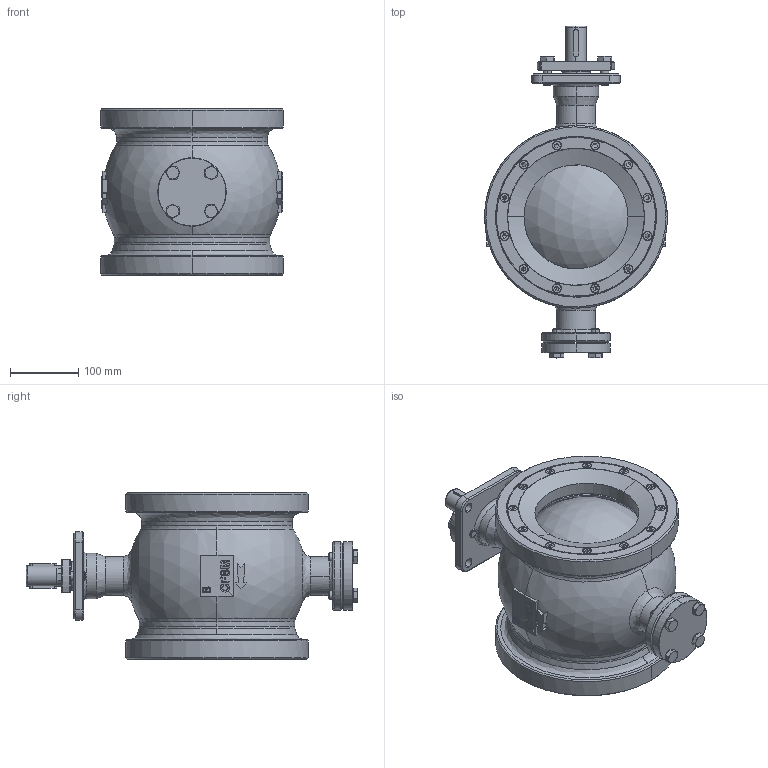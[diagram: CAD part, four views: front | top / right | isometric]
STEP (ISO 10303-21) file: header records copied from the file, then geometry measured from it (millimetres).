
FILE_DESCRIPTION (( 'STEP AP214' ), '1' );
FILE_NAME ('VX-W1-0800-XXX.step', '2019-10-18T12:36:39', ( '' ), ( '' ), 'SwSTEP 2.0', 'SolidWorks 2019', '' );
FILE_SCHEMA (( 'AUTOMOTIVE_DESIGN' ));
Length unit declared in the file: inch
Products named in the file (2): VX-W1-0800-XXX
Bounding box: 267 x 485 x 243 mm (x, y, z)
Surface area: 646676.8 mm2 (no closed solid volume)
Topology: 0 solids, 42 shells, 559 faces, 1667 edges, 1140 vertices
Faces by surface type: plane 245, cylinder 108, bspline 108, cone 85, sphere 10, torus 3
Entity records: 47613 total; most frequent: CARTESIAN_POINT 29320, ORIENTED_EDGE 2822, EDGE_CURVE 1662, B_SPLINE_CURVE_WITH_KNOTS 1472, VERTEX_POINT 1140, DIRECTION 974, EDGE_LOOP 638, DIMENSIONAL_EXPONENTS 561
